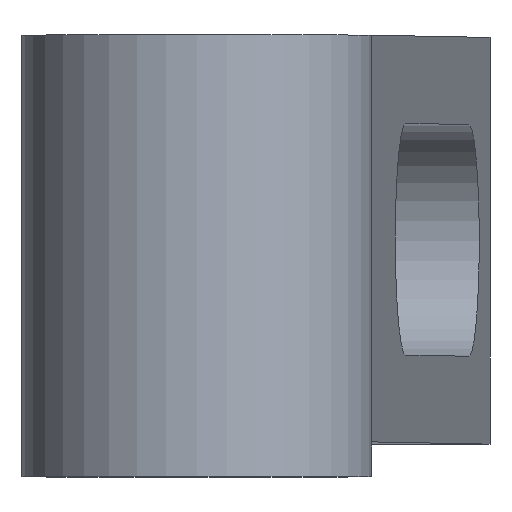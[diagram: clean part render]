
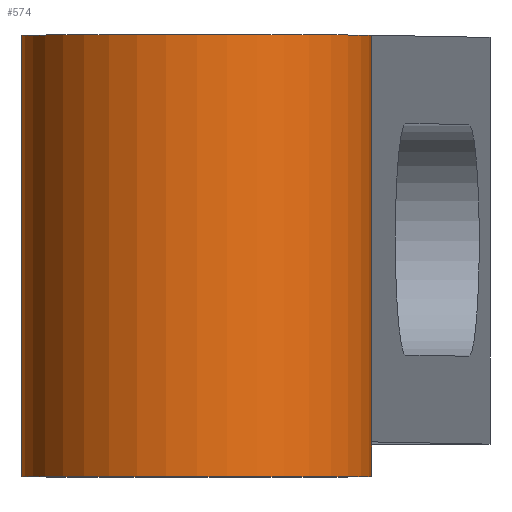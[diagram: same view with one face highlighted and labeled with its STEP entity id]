
A CAD part, top view. The second image highlights one B-rep face of the part: STEP entity #574.
In plain terms, the highlighted cylindrical face has radius 20 mm (diameter 40 mm), a partial arc.
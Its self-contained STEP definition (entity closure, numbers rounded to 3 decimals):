
#6=CARTESIAN_POINT('',(0.,0.,0.));
#7=DIRECTION('',(0.,1.,0.));
#8=DIRECTION('',(-1.,0.,0.));
#9=AXIS2_PLACEMENT_3D('',#6,#7,#8);
#29=DIRECTION('',(0.,1.,0.));
#30=VECTOR('',#29,4.);
#31=CARTESIAN_POINT('',(20.,0.,0.));
#32=LINE('',#31,#30);
#172=CARTESIAN_POINT('',(0.,50.52,0.));
#173=DIRECTION('',(0.,1.,0.));
#174=DIRECTION('',(-1.,0.,0.));
#175=AXIS2_PLACEMENT_3D('',#172,#173,#174);
#194=DIRECTION('',(0.,1.,0.));
#195=VECTOR('',#194,46.52);
#196=CARTESIAN_POINT('',(20.,4.,0.));
#197=LINE('',#196,#195);
#198=DIRECTION('',(0.,1.,0.));
#199=VECTOR('',#198,50.52);
#200=CARTESIAN_POINT('',(-20.,0.,0.));
#201=LINE('',#200,#199);
#223=CARTESIAN_POINT('',(20.,0.,0.));
#224=CARTESIAN_POINT('',(-20.,0.,0.));
#225=VERTEX_POINT('',#223);
#226=VERTEX_POINT('',#224);
#235=CARTESIAN_POINT('',(-20.,50.52,0.));
#236=VERTEX_POINT('',#235);
#237=CARTESIAN_POINT('',(20.,4.,0.));
#238=CARTESIAN_POINT('',(20.,50.52,0.));
#239=VERTEX_POINT('',#237);
#240=VERTEX_POINT('',#238);
#562=CARTESIAN_POINT('',(0.,0.,0.));
#563=DIRECTION('',(0.,1.,0.));
#564=DIRECTION('',(1.,0.,0.));
#565=AXIS2_PLACEMENT_3D('',#562,#563,#564);
#566=CYLINDRICAL_SURFACE('',#565,20.);
#567=ORIENTED_EDGE('',*,*,#398,.F.);
#568=ORIENTED_EDGE('',*,*,#323,.F.);
#569=ORIENTED_EDGE('',*,*,#298,.F.);
#570=ORIENTED_EDGE('',*,*,#320,.T.);
#571=ORIENTED_EDGE('',*,*,#522,.T.);
#572=EDGE_LOOP('',(#567,#568,#569,#570,#571));
#573=FACE_OUTER_BOUND('',#572,.F.);
#574=ADVANCED_FACE('',(#573),#566,.T.);
#10=CIRCLE('',#9,20.);
#176=CIRCLE('',#175,20.);
#298=EDGE_CURVE('',#226,#225,#10,.T.);
#320=EDGE_CURVE('',#226,#236,#201,.T.);
#323=EDGE_CURVE('',#225,#239,#32,.T.);
#398=EDGE_CURVE('',#239,#240,#197,.T.);
#522=EDGE_CURVE('',#236,#240,#176,.T.);
